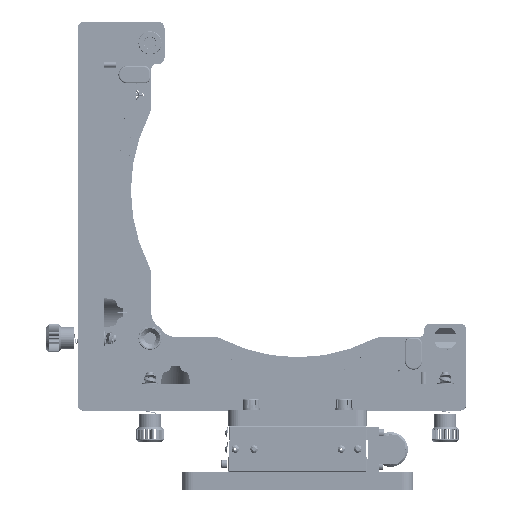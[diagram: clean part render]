
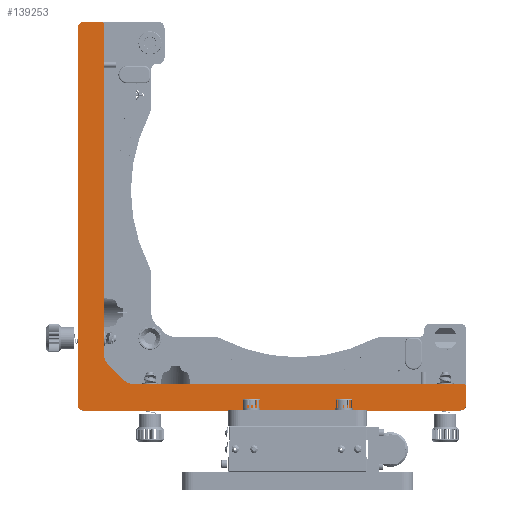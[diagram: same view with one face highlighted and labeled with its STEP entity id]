
A CAD part, top view. The second image highlights one B-rep face of the part: STEP entity #139253.
In plain terms, the highlighted planar face has unit normal (0, 0, 1).
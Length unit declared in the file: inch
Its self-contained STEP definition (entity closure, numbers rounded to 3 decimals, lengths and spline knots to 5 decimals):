
#1523 = AXIS2_PLACEMENT_3D ( 'NONE', #142984, #140939, #188648 ) ;
#1948 = VERTEX_POINT ( 'NONE', #98785 ) ;
#2822 = DIRECTION ( 'NONE',  ( -1., 0., 0. ) ) ;
#2831 = ORIENTED_EDGE ( 'NONE', *, *, #145887, .T. ) ;
#6029 = CARTESIAN_POINT ( 'NONE',  ( -4.10178, -3.74091, 0.6 ) ) ;
#8983 = ORIENTED_EDGE ( 'NONE', *, *, #150122, .T. ) ;
#12295 = AXIS2_PLACEMENT_3D ( 'NONE', #131498, #163650, #148082 ) ;
#12371 = VERTEX_POINT ( 'NONE', #113921 ) ;
#13001 = CIRCLE ( 'NONE', #22849, 0.125 ) ;
#13259 = VERTEX_POINT ( 'NONE', #48813 ) ;
#13985 = DIRECTION ( 'NONE',  ( 0., 0., 1. ) ) ;
#16120 = ORIENTED_EDGE ( 'NONE', *, *, #25388, .F. ) ;
#22849 = AXIS2_PLACEMENT_3D ( 'NONE', #170614, #13985, #78133 ) ;
#23594 = CARTESIAN_POINT ( 'NONE',  ( -4.75, -4.625, 0.6 ) ) ;
#25342 = LINE ( 'NONE', #71887, #90069 ) ;
#25388 = EDGE_CURVE ( 'NONE', #1948, #132754, #138444, .T. ) ;
#28514 = CARTESIAN_POINT ( 'NONE',  ( 3.58875, -4.175, 0.6 ) ) ;
#31376 = DIRECTION ( 'NONE',  ( -0.707, 0.707, 0. ) ) ;
#36448 = DIRECTION ( 'NONE',  ( 0., 0., 1. ) ) ;
#38411 = VERTEX_POINT ( 'NONE', #169734 ) ;
#38953 = CIRCLE ( 'NONE', #81966, 0.05 ) ;
#43737 = CIRCLE ( 'NONE', #159656, 0.25 ) ;
#44344 = CARTESIAN_POINT ( 'NONE',  ( 3.63875, -4.1, 0.6 ) ) ;
#44911 = ORIENTED_EDGE ( 'NONE', *, *, #47410, .T. ) ;
#47410 = EDGE_CURVE ( 'NONE', #1948, #186766, #90866, .T. ) ;
#48469 = EDGE_CURVE ( 'NONE', #186766, #100060, #173439, .T. ) ;
#48813 = CARTESIAN_POINT ( 'NONE',  ( 3.63875, -4.225, 0.6 ) ) ;
#48969 = CARTESIAN_POINT ( 'NONE',  ( -4.625, 3.51375, 0.6 ) ) ;
#49764 = VERTEX_POINT ( 'NONE', #85655 ) ;
#49870 = CARTESIAN_POINT ( 'NONE',  ( -4.175, 3.63875, 0.6 ) ) ;
#51551 = DIRECTION ( 'NONE',  ( -1., 0., 0. ) ) ;
#52983 = CARTESIAN_POINT ( 'NONE',  ( 3.51375, -4.625, 0.6 ) ) ;
#59632 = CARTESIAN_POINT ( 'NONE',  ( -4.175, -4.175, 0.6 ) ) ;
#59841 = ORIENTED_EDGE ( 'NONE', *, *, #126801, .T. ) ;
#60290 = CARTESIAN_POINT ( 'NONE',  ( -4.175, 3.58875, 0.6 ) ) ;
#61666 = VERTEX_POINT ( 'NONE', #60290 ) ;
#63336 = CARTESIAN_POINT ( 'NONE',  ( -4.225, 3.63875, 0.6 ) ) ;
#64286 = VERTEX_POINT ( 'NONE', #191700 ) ;
#64998 = CARTESIAN_POINT ( 'NONE',  ( -4.225, 3.58875, 0.6 ) ) ;
#65453 = DIRECTION ( 'NONE',  ( -1., 0., 0. ) ) ;
#67184 = DIRECTION ( 'NONE',  ( 0., 0., 1. ) ) ;
#70467 = EDGE_CURVE ( 'NONE', #170665, #13259, #123085, .T. ) ;
#71800 = VERTEX_POINT ( 'NONE', #98929 ) ;
#71887 = CARTESIAN_POINT ( 'NONE',  ( 3.63875, -4.75, 0.6 ) ) ;
#77930 = CARTESIAN_POINT ( 'NONE',  ( -4.175, -3.66769, 0.6 ) ) ;
#78133 = DIRECTION ( 'NONE',  ( -1., 0., 0. ) ) ;
#78505 = VERTEX_POINT ( 'NONE', #63336 ) ;
#81536 = EDGE_CURVE ( 'NONE', #12371, #71800, #91293, .T. ) ;
#81966 = AXIS2_PLACEMENT_3D ( 'NONE', #64998, #147941, #2822 ) ;
#83152 = EDGE_CURVE ( 'NONE', #61666, #78505, #38953, .T. ) ;
#85655 = CARTESIAN_POINT ( 'NONE',  ( -4.175, -3.56414, 0.6 ) ) ;
#85850 = CARTESIAN_POINT ( 'NONE',  ( 3.58875, -4.225, 0.6 ) ) ;
#86598 = DIRECTION ( 'NONE',  ( 1., 0., 0. ) ) ;
#86694 = LINE ( 'NONE', #180101, #168592 ) ;
#89860 = AXIS2_PLACEMENT_3D ( 'NONE', #85850, #67184, #149134 ) ;
#90069 = VECTOR ( 'NONE', #138305, 39.37008 ) ;
#90866 = CIRCLE ( 'NONE', #1523, 0.25 ) ;
#91293 = CIRCLE ( 'NONE', #147592, 0.125 ) ;
#93479 = FACE_OUTER_BOUND ( 'NONE', #151759, .T. ) ;
#98785 = CARTESIAN_POINT ( 'NONE',  ( -3.56414, -4.175, 0.6 ) ) ;
#98929 = CARTESIAN_POINT ( 'NONE',  ( -4.75, 3.51375, 0.6 ) ) ;
#100060 = VERTEX_POINT ( 'NONE', #6029 ) ;
#102994 = CIRCLE ( 'NONE', #89860, 0.05 ) ;
#105404 = AXIS2_PLACEMENT_3D ( 'NONE', #52983, #36448, #147358 ) ;
#107528 = DIRECTION ( 'NONE',  ( 0., 1., 0. ) ) ;
#112085 = DIRECTION ( 'NONE',  ( 0., 0., 1. ) ) ;
#112962 = DIRECTION ( 'NONE',  ( 0., -1., 0. ) ) ;
#113921 = CARTESIAN_POINT ( 'NONE',  ( -4.625, 3.63875, 0.6 ) ) ;
#113985 = LINE ( 'NONE', #49870, #153653 ) ;
#119234 = ORIENTED_EDGE ( 'NONE', *, *, #200439, .F. ) ;
#121755 = ORIENTED_EDGE ( 'NONE', *, *, #131408, .T. ) ;
#123085 = LINE ( 'NONE', #44344, #150657 ) ;
#124949 = EDGE_CURVE ( 'NONE', #78505, #12371, #86694, .T. ) ;
#126801 = EDGE_CURVE ( 'NONE', #13259, #132754, #102994, .T. ) ;
#131408 = EDGE_CURVE ( 'NONE', #71800, #153234, #147379, .T. ) ;
#131498 = CARTESIAN_POINT ( 'NONE',  ( -3.25, -3.25, 0.6 ) ) ;
#132754 = VERTEX_POINT ( 'NONE', #28514 ) ;
#135195 = EDGE_CURVE ( 'NONE', #64286, #38411, #25342, .T. ) ;
#136569 = DIRECTION ( 'NONE',  ( -1., 0., 0. ) ) ;
#138305 = DIRECTION ( 'NONE',  ( 1., 0., 0. ) ) ;
#138444 = LINE ( 'NONE', #59632, #173766 ) ;
#138623 = DIRECTION ( 'NONE',  ( 0., 0., -1. ) ) ;
#139253 = ADVANCED_FACE ( 'NONE', ( #93479 ), #189956, .F. ) ;
#140939 = DIRECTION ( 'NONE',  ( 0., 0., -1. ) ) ;
#142668 = CARTESIAN_POINT ( 'NONE',  ( 3.63875, -4.625, 0.6 ) ) ;
#142984 = CARTESIAN_POINT ( 'NONE',  ( -3.56414, -3.925, 0.6 ) ) ;
#145887 = EDGE_CURVE ( 'NONE', #38411, #170665, #204855, .T. ) ;
#147358 = DIRECTION ( 'NONE',  ( -1., 0., 0. ) ) ;
#147379 = LINE ( 'NONE', #161934, #150585 ) ;
#147592 = AXIS2_PLACEMENT_3D ( 'NONE', #48969, #112085, #65453 ) ;
#147941 = DIRECTION ( 'NONE',  ( 0., 0., 1. ) ) ;
#148082 = DIRECTION ( 'NONE',  ( -1., 0., 0. ) ) ;
#148391 = DIRECTION ( 'NONE',  ( 0., -1., 0. ) ) ;
#149134 = DIRECTION ( 'NONE',  ( -1., 0., 0. ) ) ;
#150122 = EDGE_CURVE ( 'NONE', #100060, #49764, #43737, .T. ) ;
#150585 = VECTOR ( 'NONE', #148391, 39.37008 ) ;
#150657 = VECTOR ( 'NONE', #107528, 39.37008 ) ;
#151759 = EDGE_LOOP ( 'NONE', ( #16120, #44911, #189381, #8983, #119234, #169476, #191249, #196839, #121755, #161166, #171901, #2831, #155201, #59841 ) ) ;
#153234 = VERTEX_POINT ( 'NONE', #23594 ) ;
#153653 = VECTOR ( 'NONE', #112962, 39.37008 ) ;
#155201 = ORIENTED_EDGE ( 'NONE', *, *, #70467, .T. ) ;
#156439 = CARTESIAN_POINT ( 'NONE',  ( -3.74091, -4.10178, 0.6 ) ) ;
#159656 = AXIS2_PLACEMENT_3D ( 'NONE', #169800, #138623, #136569 ) ;
#161166 = ORIENTED_EDGE ( 'NONE', *, *, #188526, .T. ) ;
#161934 = CARTESIAN_POINT ( 'NONE',  ( -4.75, -4.75, 0.6 ) ) ;
#163650 = DIRECTION ( 'NONE',  ( 0., 0., -1. ) ) ;
#168592 = VECTOR ( 'NONE', #51551, 39.37008 ) ;
#169476 = ORIENTED_EDGE ( 'NONE', *, *, #83152, .T. ) ;
#169734 = CARTESIAN_POINT ( 'NONE',  ( 3.51375, -4.75, 0.6 ) ) ;
#169800 = CARTESIAN_POINT ( 'NONE',  ( -3.925, -3.56414, 0.6 ) ) ;
#170614 = CARTESIAN_POINT ( 'NONE',  ( -4.625, -4.625, 0.6 ) ) ;
#170665 = VERTEX_POINT ( 'NONE', #142668 ) ;
#171901 = ORIENTED_EDGE ( 'NONE', *, *, #135195, .T. ) ;
#173439 = LINE ( 'NONE', #77930, #184147 ) ;
#173766 = VECTOR ( 'NONE', #86598, 39.37008 ) ;
#180101 = CARTESIAN_POINT ( 'NONE',  ( -4.75, 3.63875, 0.6 ) ) ;
#184147 = VECTOR ( 'NONE', #31376, 39.37008 ) ;
#186766 = VERTEX_POINT ( 'NONE', #156439 ) ;
#188526 = EDGE_CURVE ( 'NONE', #153234, #64286, #13001, .T. ) ;
#188648 = DIRECTION ( 'NONE',  ( -1., 0., 0. ) ) ;
#189381 = ORIENTED_EDGE ( 'NONE', *, *, #48469, .T. ) ;
#189956 = PLANE ( 'NONE',  #12295 ) ;
#191249 = ORIENTED_EDGE ( 'NONE', *, *, #124949, .T. ) ;
#191700 = CARTESIAN_POINT ( 'NONE',  ( -4.625, -4.75, 0.6 ) ) ;
#196839 = ORIENTED_EDGE ( 'NONE', *, *, #81536, .T. ) ;
#200439 = EDGE_CURVE ( 'NONE', #61666, #49764, #113985, .T. ) ;
#204855 = CIRCLE ( 'NONE', #105404, 0.125 ) ;
